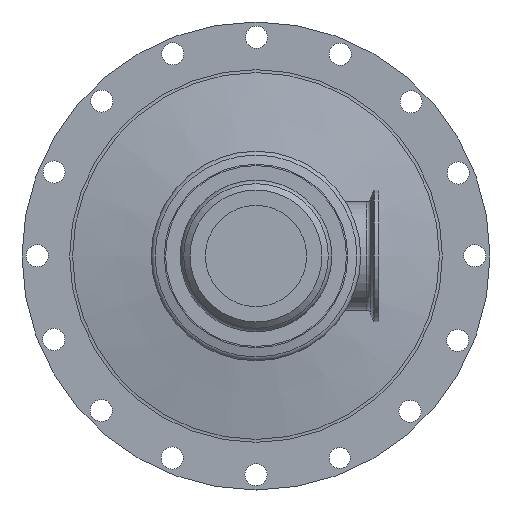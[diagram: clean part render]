
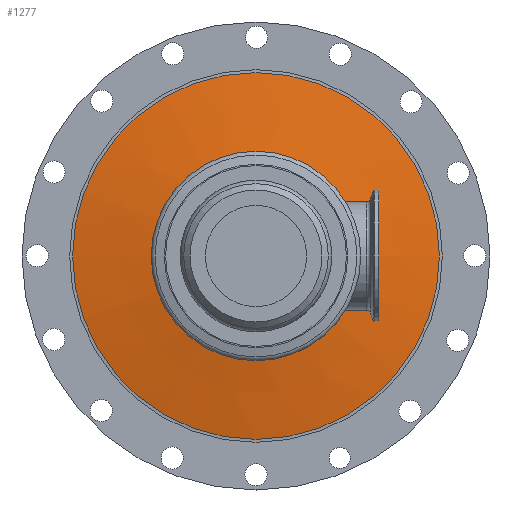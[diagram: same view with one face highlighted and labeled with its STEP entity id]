
A CAD part, front view. The second image highlights one B-rep face of the part: STEP entity #1277.
In plain terms, the highlighted conical face has half-angle 80 degrees and reference radius 81.257 mm.
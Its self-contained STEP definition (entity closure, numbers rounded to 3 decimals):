
#60=CONICAL_SURFACE('',#1466,81.257,1.396);
#148=FACE_OUTER_BOUND('',#257,.T.);
#257=EDGE_LOOP('',(#1069,#1070,#1071,#1072,#1073,#1074));
#313=LINE('',#2346,#354);
#354=VECTOR('',#1857,81.257);
#458=CIRCLE('',#1464,107.751);
#459=CIRCLE('',#1465,107.751);
#460=CIRCLE('',#1467,54.764);
#461=CIRCLE('',#1468,54.764);
#594=VERTEX_POINT('',#2336);
#595=VERTEX_POINT('',#2338);
#596=VERTEX_POINT('',#2342);
#597=VERTEX_POINT('',#2343);
#760=EDGE_CURVE('',#595,#594,#458,.T.);
#761=EDGE_CURVE('',#594,#595,#459,.T.);
#762=EDGE_CURVE('',#596,#597,#460,.T.);
#763=EDGE_CURVE('',#597,#596,#461,.T.);
#764=EDGE_CURVE('',#597,#595,#313,.T.);
#1069=ORIENTED_EDGE('',*,*,#762,.F.);
#1070=ORIENTED_EDGE('',*,*,#763,.F.);
#1071=ORIENTED_EDGE('',*,*,#764,.T.);
#1072=ORIENTED_EDGE('',*,*,#760,.T.);
#1073=ORIENTED_EDGE('',*,*,#761,.T.);
#1074=ORIENTED_EDGE('',*,*,#764,.F.);
#1277=ADVANCED_FACE('',(#148),#60,.T.);
#1464=AXIS2_PLACEMENT_3D('',#2339,#1847,#1848);
#1465=AXIS2_PLACEMENT_3D('',#2340,#1849,#1850);
#1466=AXIS2_PLACEMENT_3D('',#2341,#1851,#1852);
#1467=AXIS2_PLACEMENT_3D('',#2344,#1853,#1854);
#1468=AXIS2_PLACEMENT_3D('',#2345,#1855,#1856);
#1847=DIRECTION('center_axis',(0.,-1.,0.));
#1848=DIRECTION('ref_axis',(1.,0.,0.));
#1849=DIRECTION('center_axis',(0.,-1.,0.));
#1850=DIRECTION('ref_axis',(1.,0.,0.));
#1851=DIRECTION('center_axis',(0.,1.,0.));
#1852=DIRECTION('ref_axis',(-1.,0.,0.));
#1853=DIRECTION('center_axis',(0.,-1.,0.));
#1854=DIRECTION('ref_axis',(1.,0.,0.));
#1855=DIRECTION('center_axis',(0.,-1.,0.));
#1856=DIRECTION('ref_axis',(1.,0.,0.));
#1857=DIRECTION('',(0.985,0.174,0.));
#2336=CARTESIAN_POINT('',(0.,227.848,107.751));
#2338=CARTESIAN_POINT('',(107.751,227.848,0.));
#2339=CARTESIAN_POINT('Origin',(0.,227.848,0.));
#2340=CARTESIAN_POINT('Origin',(0.,227.848,0.));
#2341=CARTESIAN_POINT('Origin',(0.,223.177,0.));
#2342=CARTESIAN_POINT('',(0.,218.505,54.764));
#2343=CARTESIAN_POINT('',(54.764,218.505,0.));
#2344=CARTESIAN_POINT('Origin',(0.,218.505,0.));
#2345=CARTESIAN_POINT('Origin',(0.,218.505,0.));
#2346=CARTESIAN_POINT('',(81.257,223.177,0.));
